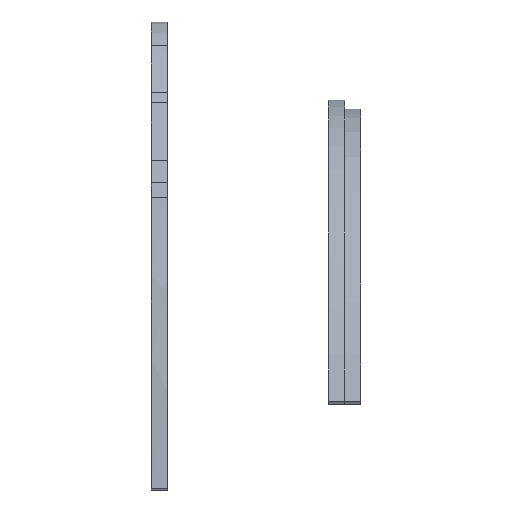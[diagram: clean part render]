
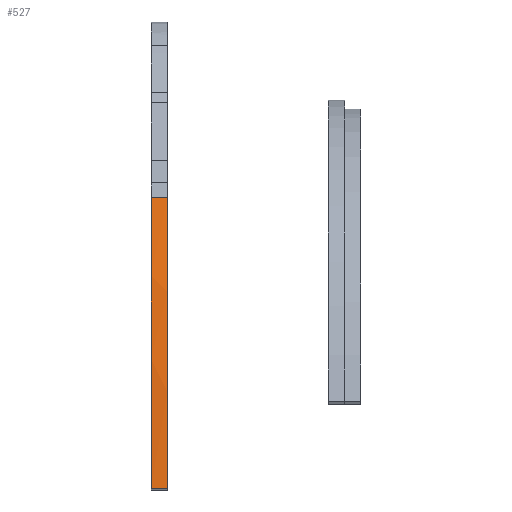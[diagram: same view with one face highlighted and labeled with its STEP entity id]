
A CAD part, left-side view. The second image highlights one B-rep face of the part: STEP entity #527.
In plain terms, the highlighted free-form (B-spline) face has degree [3, 1] with [6, 2] control points.
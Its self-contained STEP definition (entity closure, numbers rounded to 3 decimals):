
#55=FACE_OUTER_BOUND('',#86,.T.);
#86=EDGE_LOOP('',(#422,#423,#424,#425));
#129=LINE('',#3721,#174);
#134=LINE('',#3792,#179);
#174=VECTOR('',#628,10.);
#179=VECTOR('',#635,10.);
#201=B_SPLINE_CURVE_WITH_KNOTS('',3,(#3805,#3806,#3807,#3808,#3809,#3810),
 .UNSPECIFIED.,.F.,.F.,(4,2,4),(-62.633,-61.976,-61.971),
 .UNSPECIFIED.);
#202=B_SPLINE_CURVE_WITH_KNOTS('',3,(#3811,#3812,#3813,#3814,#3815,#3816),
 .UNSPECIFIED.,.F.,.F.,(4,2,4),(61.971,61.976,62.633),
 .UNSPECIFIED.);
#249=VERTEX_POINT('',#3714);
#251=VERTEX_POINT('',#3720);
#255=VERTEX_POINT('',#3788);
#256=VERTEX_POINT('',#3790);
#308=EDGE_CURVE('',#249,#251,#129,.T.);
#318=EDGE_CURVE('',#255,#256,#134,.T.);
#319=EDGE_CURVE('',#255,#249,#201,.T.);
#320=EDGE_CURVE('',#251,#256,#202,.T.);
#422=ORIENTED_EDGE('',*,*,#319,.F.);
#423=ORIENTED_EDGE('',*,*,#318,.T.);
#424=ORIENTED_EDGE('',*,*,#320,.F.);
#425=ORIENTED_EDGE('',*,*,#308,.F.);
#499=B_SPLINE_SURFACE_WITH_KNOTS('',3,1,((#3793,#3794),(#3795,#3796),(#3797,
#3798),(#3799,#3800),(#3801,#3802),(#3803,#3804)),.UNSPECIFIED.,.F.,.F.,
 .F.,(4,2,4),(2,2),(61.971,61.976,62.633),
(0.,2.),.UNSPECIFIED.);
#527=ADVANCED_FACE('',(#55),#499,.T.);
#628=DIRECTION('',(0.,-1.,0.));
#635=DIRECTION('',(0.,-1.,0.));
#3714=CARTESIAN_POINT('',(-163.072,-94.095,485.907));
#3720=CARTESIAN_POINT('',(-163.072,-114.095,485.907));
#3721=CARTESIAN_POINT('',(-163.072,-94.095,485.907));
#3788=CARTESIAN_POINT('',(-221.021,-94.095,130.911));
#3790=CARTESIAN_POINT('',(-221.021,-114.095,130.911));
#3792=CARTESIAN_POINT('',(-221.021,-94.095,130.911));
#3793=CARTESIAN_POINT('Ctrl Pts',(-163.072,-94.095,485.907));
#3794=CARTESIAN_POINT('Ctrl Pts',(-163.072,-114.095,485.907));
#3795=CARTESIAN_POINT('Ctrl Pts',(-163.335,-94.095,484.987));
#3796=CARTESIAN_POINT('Ctrl Pts',(-163.335,-114.095,484.987));
#3797=CARTESIAN_POINT('Ctrl Pts',(-163.597,-94.095,484.065));
#3798=CARTESIAN_POINT('Ctrl Pts',(-163.597,-114.095,484.065));
#3799=CARTESIAN_POINT('Ctrl Pts',(-194.474,-94.095,374.916));
#3800=CARTESIAN_POINT('Ctrl Pts',(-194.474,-114.095,374.916));
#3801=CARTESIAN_POINT('Ctrl Pts',(-211.81,-94.095,242.358));
#3802=CARTESIAN_POINT('Ctrl Pts',(-211.81,-114.095,242.358));
#3803=CARTESIAN_POINT('Ctrl Pts',(-221.021,-94.095,130.911));
#3804=CARTESIAN_POINT('Ctrl Pts',(-221.021,-114.095,130.911));
#3805=CARTESIAN_POINT('Ctrl Pts',(-221.021,-94.095,130.911));
#3806=CARTESIAN_POINT('Ctrl Pts',(-211.81,-94.095,242.358));
#3807=CARTESIAN_POINT('Ctrl Pts',(-194.474,-94.095,374.916));
#3808=CARTESIAN_POINT('Ctrl Pts',(-163.597,-94.095,484.065));
#3809=CARTESIAN_POINT('Ctrl Pts',(-163.335,-94.095,484.987));
#3810=CARTESIAN_POINT('Ctrl Pts',(-163.072,-94.095,485.907));
#3811=CARTESIAN_POINT('Ctrl Pts',(-163.072,-114.095,485.907));
#3812=CARTESIAN_POINT('Ctrl Pts',(-163.335,-114.095,484.987));
#3813=CARTESIAN_POINT('Ctrl Pts',(-163.597,-114.095,484.065));
#3814=CARTESIAN_POINT('Ctrl Pts',(-194.474,-114.095,374.916));
#3815=CARTESIAN_POINT('Ctrl Pts',(-211.81,-114.095,242.358));
#3816=CARTESIAN_POINT('Ctrl Pts',(-221.021,-114.095,130.911));
